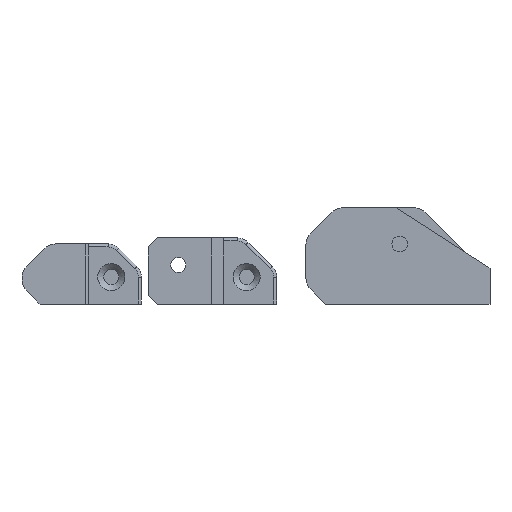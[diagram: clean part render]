
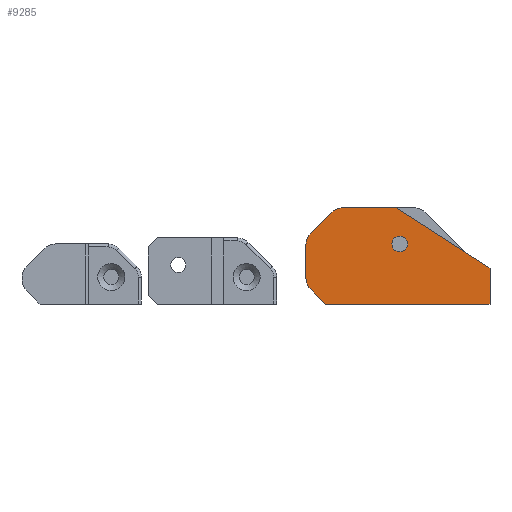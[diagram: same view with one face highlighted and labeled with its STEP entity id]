
A CAD part, front view. The second image highlights one B-rep face of the part: STEP entity #9285.
In plain terms, the highlighted face is planar.
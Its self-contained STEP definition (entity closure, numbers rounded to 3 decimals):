
#9133=CARTESIAN_POINT('',(-12.5,30.1,-6.404));
#9134=VERTEX_POINT('',#9133);
#9135=CARTESIAN_POINT('',(-11.036,30.1,-9.939));
#9136=VERTEX_POINT('',#9135);
#9137=CARTESIAN_POINT('',(-7.5,30.1,-6.404));
#9138=DIRECTION('',(0.0,-1.0,0.0));
#9139=DIRECTION('',(-0.924,0.0,-0.383));
#9140=AXIS2_PLACEMENT_3D('',#9137,#9138,#9139);
#9141=CIRCLE('',#9140,5.);
#9142=EDGE_CURVE('',#9134,#9136,#9141,.T.);
#9176=CARTESIAN_POINT('',(-3.964,30.1,-17.011));
#9177=VERTEX_POINT('',#9176);
#9178=CARTESIAN_POINT('',(-11.036,30.1,-9.939));
#9179=DIRECTION('',(0.707,0.0,-0.707));
#9180=VECTOR('',#9179,10.0);
#9181=LINE('',#9178,#9180);
#9182=EDGE_CURVE('',#9136,#9177,#9181,.T.);
#9201=CARTESIAN_POINT('',(5.307,30.1,13.525));
#9202=DIRECTION('',(0.0,1.0,0.0));
#9203=DIRECTION('',(0.0,0.0,1.0));
#9204=AXIS2_PLACEMENT_3D('',#9201,#9202,#9203);
#9205=PLANE('',#9204);
#9206=ORIENTED_EDGE('',*,*,#9142,.F.);
#9207=CARTESIAN_POINT('',(-12.5,30.1,4.954));
#9208=VERTEX_POINT('',#9207);
#9209=CARTESIAN_POINT('',(-12.5,30.1,-6.404));
#9210=DIRECTION('',(0.0,0.0,1.0));
#9211=VECTOR('',#9210,11.358);
#9212=LINE('',#9209,#9211);
#9213=EDGE_CURVE('',#9208,#9134,#9212,.F.);
#9214=ORIENTED_EDGE('',*,*,#9213,.F.);
#9215=CARTESIAN_POINT('',(-11.036,30.1,8.489));
#9216=VERTEX_POINT('',#9215);
#9217=CARTESIAN_POINT('',(-7.5,30.1,4.954));
#9218=DIRECTION('',(0.0,-1.0,0.0));
#9219=DIRECTION('',(-0.924,0.0,0.383));
#9220=AXIS2_PLACEMENT_3D('',#9217,#9218,#9219);
#9221=CIRCLE('',#9220,5.0);
#9222=EDGE_CURVE('',#9216,#9208,#9221,.T.);
#9223=ORIENTED_EDGE('',*,*,#9222,.F.);
#9224=CARTESIAN_POINT('',(-6.,30.1,13.525));
#9225=VERTEX_POINT('',#9224);
#9226=CARTESIAN_POINT('',(-6.0,30.1,13.525));
#9227=DIRECTION('',(-0.707,0.0,-0.707));
#9228=VECTOR('',#9227,7.121);
#9229=LINE('',#9226,#9228);
#9230=EDGE_CURVE('',#9225,#9216,#9229,.T.);
#9231=ORIENTED_EDGE('',*,*,#9230,.F.);
#9232=CARTESIAN_POINT('',(48.7,30.1,13.525));
#9233=VERTEX_POINT('',#9232);
#9234=CARTESIAN_POINT('',(-6.,30.1,13.525));
#9235=DIRECTION('',(1.0,0.0,0.0));
#9236=VECTOR('',#9235,54.7);
#9237=LINE('',#9234,#9236);
#9238=EDGE_CURVE('',#9225,#9233,#9237,.T.);
#9239=ORIENTED_EDGE('',*,*,#9238,.T.);
#9240=CARTESIAN_POINT('',(48.7,30.1,1.525));
#9241=VERTEX_POINT('',#9240);
#9242=CARTESIAN_POINT('',(48.7,30.1,1.525));
#9243=DIRECTION('',(0.0,0.0,1.0));
#9244=VECTOR('',#9243,12.);
#9245=LINE('',#9242,#9244);
#9246=EDGE_CURVE('',#9233,#9241,#9245,.F.);
#9247=ORIENTED_EDGE('',*,*,#9246,.T.);
#9248=CARTESIAN_POINT('',(17.7,30.1,-18.475));
#9249=VERTEX_POINT('',#9248);
#9250=CARTESIAN_POINT('',(17.7,30.1,-18.475));
#9251=DIRECTION('',(0.84,0.0,0.542));
#9252=VECTOR('',#9251,36.892);
#9253=LINE('',#9250,#9252);
#9254=EDGE_CURVE('',#9249,#9241,#9253,.T.);
#9255=ORIENTED_EDGE('',*,*,#9254,.F.);
#9256=CARTESIAN_POINT('',(-0.429,30.1,-18.475));
#9257=VERTEX_POINT('',#9256);
#9258=CARTESIAN_POINT('',(17.7,30.1,-18.475));
#9259=DIRECTION('',(-1.0,0.0,0.0));
#9260=VECTOR('',#9259,18.129);
#9261=LINE('',#9258,#9260);
#9262=EDGE_CURVE('',#9249,#9257,#9261,.T.);
#9263=ORIENTED_EDGE('',*,*,#9262,.T.);
#9264=CARTESIAN_POINT('',(-0.429,30.1,-13.475));
#9265=DIRECTION('',(0.0,-1.0,0.0));
#9266=DIRECTION('',(-0.383,0.0,-0.924));
#9267=AXIS2_PLACEMENT_3D('',#9264,#9265,#9266);
#9268=CIRCLE('',#9267,5.0);
#9269=EDGE_CURVE('',#9177,#9257,#9268,.T.);
#9270=ORIENTED_EDGE('',*,*,#9269,.F.);
#9271=ORIENTED_EDGE('',*,*,#9182,.F.);
#9272=EDGE_LOOP('',(#9206,#9214,#9223,#9231,#9239,#9247,#9255,#9263,#9270,#9271));
#9273=FACE_OUTER_BOUND('',#9272,.T.);
#9274=CARTESIAN_POINT('',(16.075,30.1,-6.475));
#9275=VERTEX_POINT('',#9274);
#9276=CARTESIAN_POINT('',(18.7,30.1,-6.475));
#9277=DIRECTION('',(0.0,-1.0,0.0));
#9278=DIRECTION('',(1.0,0.0,0.0));
#9279=AXIS2_PLACEMENT_3D('',#9276,#9277,#9278);
#9280=CIRCLE('',#9279,2.625);
#9281=EDGE_CURVE('',#9275,#9275,#9280,.T.);
#9282=ORIENTED_EDGE('',*,*,#9281,.T.);
#9283=EDGE_LOOP('',(#9282));
#9284=FACE_BOUND('',#9283,.T.);
#9285=ADVANCED_FACE('',(#9273,#9284),#9205,.T.);
